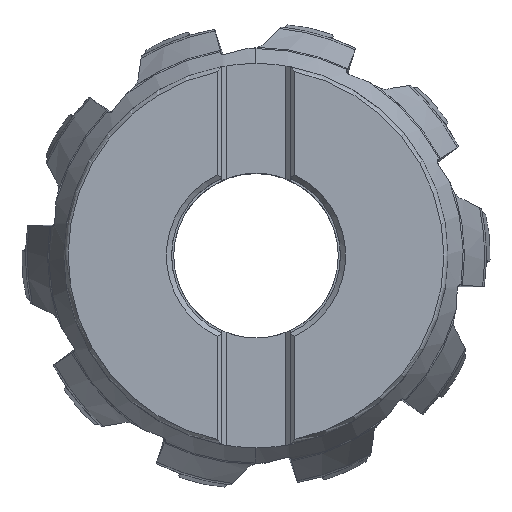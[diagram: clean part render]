
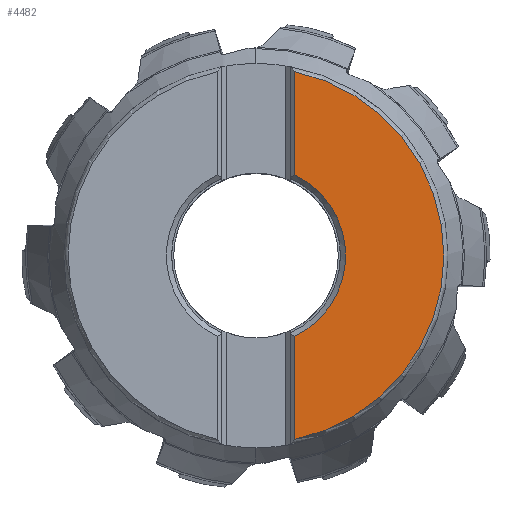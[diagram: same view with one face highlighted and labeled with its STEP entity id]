
A CAD part, top view. The second image highlights one B-rep face of the part: STEP entity #4482.
In plain terms, the highlighted planar face has unit normal (0, 0, 1).
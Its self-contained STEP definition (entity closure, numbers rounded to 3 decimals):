
#514=PLANE('',#25116);
#1986=LINE('',#46648,#3082);
#1987=LINE('',#46652,#3083);
#3082=VECTOR('',#29739,1.);
#3083=VECTOR('',#29742,1.);
#4482=ADVANCED_FACE('',(#5859),#514,.F.);
#5859=FACE_OUTER_BOUND('',#7169,.T.);
#7169=EDGE_LOOP('',(#13193,#13194,#13195,#13196,#13197));
#13193=ORIENTED_EDGE('',*,*,#20909,.F.);
#13194=ORIENTED_EDGE('',*,*,#20908,.F.);
#13195=ORIENTED_EDGE('',*,*,#20910,.T.);
#13196=ORIENTED_EDGE('',*,*,#20911,.F.);
#13197=ORIENTED_EDGE('',*,*,#20912,.T.);
#17825=VERTEX_POINT('',#46621);
#17828=VERTEX_POINT('',#46643);
#17829=VERTEX_POINT('',#46645);
#17830=VERTEX_POINT('',#46649);
#17831=VERTEX_POINT('',#46651);
#20908=EDGE_CURVE('',#17828,#17829,#22897,.T.);
#20909=EDGE_CURVE('',#17829,#17825,#22898,.T.);
#20910=EDGE_CURVE('',#17828,#17830,#1986,.T.);
#20911=EDGE_CURVE('',#17831,#17830,#22899,.T.);
#20912=EDGE_CURVE('',#17831,#17825,#1987,.T.);
#22897=CIRCLE('',#25112,43.504);
#22898=CIRCLE('',#25113,43.504);
#22899=CIRCLE('',#25115,20.75);
#25112=AXIS2_PLACEMENT_3D('',#46644,#29733,#29734);
#25113=AXIS2_PLACEMENT_3D('',#46646,#29735,#29736);
#25115=AXIS2_PLACEMENT_3D('',#46650,#29740,#29741);
#25116=AXIS2_PLACEMENT_3D('',#46653,#29743,#29744);
#29733=DIRECTION('',(0.,0.,-1.));
#29734=DIRECTION('',(0.205,0.979,0.));
#29735=DIRECTION('',(0.,0.,-1.));
#29736=DIRECTION('',(1.,-0.002,0.));
#29739=DIRECTION('',(0.,-1.,0.));
#29740=DIRECTION('',(0.,0.,1.));
#29741=DIRECTION('',(0.431,-0.902,0.));
#29742=DIRECTION('',(0.,-1.,0.));
#29743=DIRECTION('',(0.,0.,-1.));
#29744=DIRECTION('',(0.,1.,0.));
#46621=CARTESIAN_POINT('',(8.937,-42.576,0.));
#46643=CARTESIAN_POINT('',(8.937,42.576,0.));
#46644=CARTESIAN_POINT('',(0.,0.,0.));
#46645=CARTESIAN_POINT('',(43.503,-0.106,0.));
#46646=CARTESIAN_POINT('',(0.,0.,0.));
#46648=CARTESIAN_POINT('',(8.938,42.576,0.));
#46649=CARTESIAN_POINT('',(8.937,18.727,0.));
#46650=CARTESIAN_POINT('',(0.,0.,0.));
#46651=CARTESIAN_POINT('',(8.938,-18.727,0.));
#46652=CARTESIAN_POINT('',(8.938,-18.727,0.));
#46653=CARTESIAN_POINT('',(60.,48.,0.));
